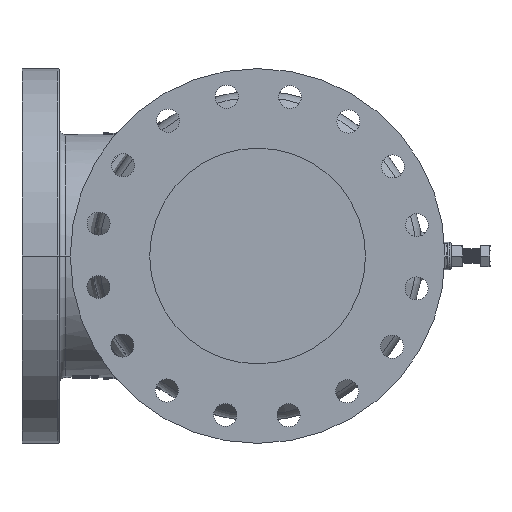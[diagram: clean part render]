
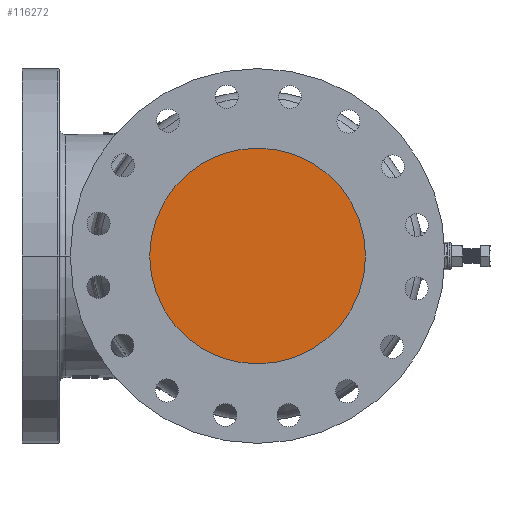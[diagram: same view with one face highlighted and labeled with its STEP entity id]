
A CAD part, left-side view. The second image highlights one B-rep face of the part: STEP entity #116272.
In plain terms, the highlighted planar face has unit normal (-1, 0, 0).
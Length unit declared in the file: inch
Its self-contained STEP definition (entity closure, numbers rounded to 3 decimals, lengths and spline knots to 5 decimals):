
#831 = AXIS2_PLACEMENT_3D ( 'NONE', #8610, #74221, #18059 ) ;
#2222 = CARTESIAN_POINT ( 'NONE',  ( -17.28347, 0., 0. ) ) ;
#6087 = DIRECTION ( 'NONE',  ( -1., 0., 0. ) ) ;
#6208 = ORIENTED_EDGE ( 'NONE', *, *, #19846, .T. ) ;
#6596 = FACE_OUTER_BOUND ( 'NONE', #62192, .T. ) ;
#8610 = CARTESIAN_POINT ( 'NONE',  ( -17.28347, 0., 0. ) ) ;
#11669 = DIRECTION ( 'NONE',  ( 0., -1., 0. ) ) ;
#18059 = DIRECTION ( 'NONE',  ( 0., -1., 0. ) ) ;
#19846 = EDGE_CURVE ( 'NONE', #23737, #119177, #104862, .T. ) ;
#23737 = VERTEX_POINT ( 'NONE', #52647 ) ;
#50394 = EDGE_CURVE ( 'NONE', #119177, #23737, #101275, .T. ) ;
#52647 = CARTESIAN_POINT ( 'NONE',  ( -17.28347, 5.90551, 0. ) ) ;
#62192 = EDGE_LOOP ( 'NONE', ( #66111, #6208 ) ) ;
#62243 = CARTESIAN_POINT ( 'NONE',  ( -17.28347, 0., 0. ) ) ;
#66111 = ORIENTED_EDGE ( 'NONE', *, *, #50394, .T. ) ;
#67785 = DIRECTION ( 'NONE',  ( -1., 0., 0. ) ) ;
#71663 = DIRECTION ( 'NONE',  ( 0., -1., 0. ) ) ;
#73755 = AXIS2_PLACEMENT_3D ( 'NONE', #2222, #67785, #11669 ) ;
#74221 = DIRECTION ( 'NONE',  ( -1., 0., 0. ) ) ;
#83141 = AXIS2_PLACEMENT_3D ( 'NONE', #62243, #6087, #71663 ) ;
#101188 = CARTESIAN_POINT ( 'NONE',  ( -17.28347, -5.90551, 0. ) ) ;
#101275 = CIRCLE ( 'NONE', #73755, 5.90551 ) ;
#104862 = CIRCLE ( 'NONE', #83141, 5.90551 ) ;
#116272 = ADVANCED_FACE ( 'NONE', ( #6596 ), #120566, .T. ) ;
#119177 = VERTEX_POINT ( 'NONE', #101188 ) ;
#120566 = PLANE ( 'NONE',  #831 ) ;
